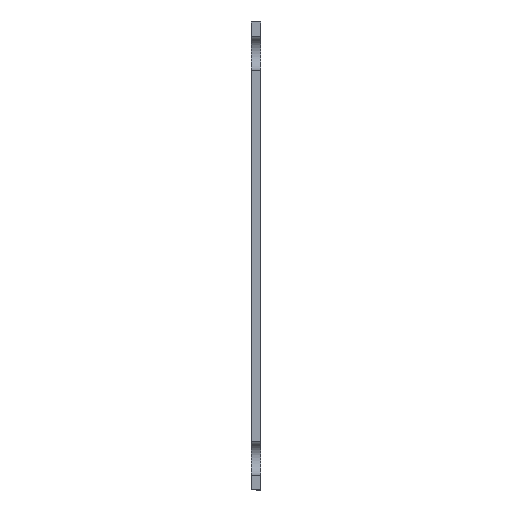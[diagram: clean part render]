
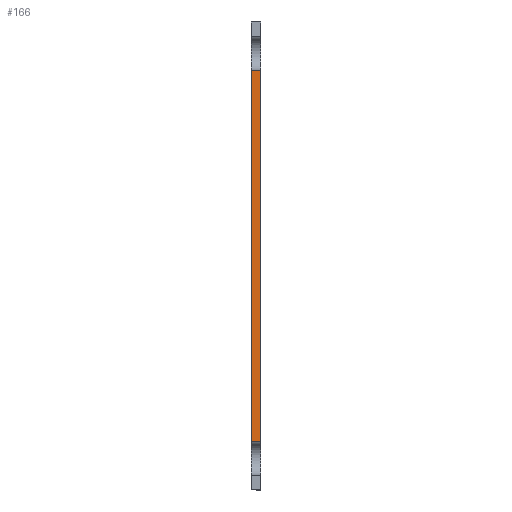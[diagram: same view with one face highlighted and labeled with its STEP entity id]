
A CAD part, left-side view. The second image highlights one B-rep face of the part: STEP entity #166.
In plain terms, the highlighted planar face has unit normal (-1, 0, 0).
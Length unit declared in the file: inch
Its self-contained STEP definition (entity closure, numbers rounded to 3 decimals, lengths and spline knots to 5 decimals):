
#9 = LINE ( 'NONE', #772, #113 ) ;
#22 = LINE ( 'NONE', #195, #224 ) ;
#24 = VERTEX_POINT ( 'NONE', #182 ) ;
#80 = DIRECTION ( 'NONE',  ( 0., 0., 1. ) ) ;
#89 = DIRECTION ( 'NONE',  ( 0., 0., 1. ) ) ;
#99 = EDGE_LOOP ( 'NONE', ( #646, #354, #476, #121 ) ) ;
#113 = VECTOR ( 'NONE', #288, 39.37008 ) ;
#121 = ORIENTED_EDGE ( 'NONE', *, *, #510, .T. ) ;
#145 = EDGE_CURVE ( 'NONE', #593, #709, #467, .T. ) ;
#164 = DIRECTION ( 'NONE',  ( -1., 0., 0. ) ) ;
#166 = ADVANCED_FACE ( 'NONE', ( #460 ), #455, .T. ) ;
#173 = CARTESIAN_POINT ( 'NONE',  ( -9.5, 0., -1.375 ) ) ;
#182 = CARTESIAN_POINT ( 'NONE',  ( -9.5, 0., 1.375 ) ) ;
#195 = CARTESIAN_POINT ( 'NONE',  ( -9.5, 0., -1.375 ) ) ;
#208 = DIRECTION ( 'NONE',  ( 0., 0., -1. ) ) ;
#224 = VECTOR ( 'NONE', #558, 39.37008 ) ;
#283 = CARTESIAN_POINT ( 'NONE',  ( -9.5, 0.072, -1.375 ) ) ;
#288 = DIRECTION ( 'NONE',  ( 0., 1., 0. ) ) ;
#289 = VECTOR ( 'NONE', #80, 39.37008 ) ;
#327 = EDGE_CURVE ( 'NONE', #24, #593, #9, .T. ) ;
#354 = ORIENTED_EDGE ( 'NONE', *, *, #145, .T. ) ;
#367 = VECTOR ( 'NONE', #208, 39.37008 ) ;
#399 = CARTESIAN_POINT ( 'NONE',  ( -9.5, 0.072, -1.734 ) ) ;
#455 = PLANE ( 'NONE',  #624 ) ;
#456 = EDGE_CURVE ( 'NONE', #725, #709, #22, .T. ) ;
#460 = FACE_OUTER_BOUND ( 'NONE', #99, .T. ) ;
#467 = LINE ( 'NONE', #399, #367 ) ;
#476 = ORIENTED_EDGE ( 'NONE', *, *, #456, .F. ) ;
#506 = LINE ( 'NONE', #622, #289 ) ;
#510 = EDGE_CURVE ( 'NONE', #725, #24, #506, .T. ) ;
#558 = DIRECTION ( 'NONE',  ( 0., 1., 0. ) ) ;
#593 = VERTEX_POINT ( 'NONE', #634 ) ;
#622 = CARTESIAN_POINT ( 'NONE',  ( -9.5, 0., 1.734 ) ) ;
#624 = AXIS2_PLACEMENT_3D ( 'NONE', #710, #164, #89 ) ;
#634 = CARTESIAN_POINT ( 'NONE',  ( -9.5, 0.072, 1.375 ) ) ;
#646 = ORIENTED_EDGE ( 'NONE', *, *, #327, .T. ) ;
#709 = VERTEX_POINT ( 'NONE', #283 ) ;
#710 = CARTESIAN_POINT ( 'NONE',  ( -9.5, 0.072, 1.734 ) ) ;
#725 = VERTEX_POINT ( 'NONE', #173 ) ;
#772 = CARTESIAN_POINT ( 'NONE',  ( -9.5, 0.072, 1.375 ) ) ;
